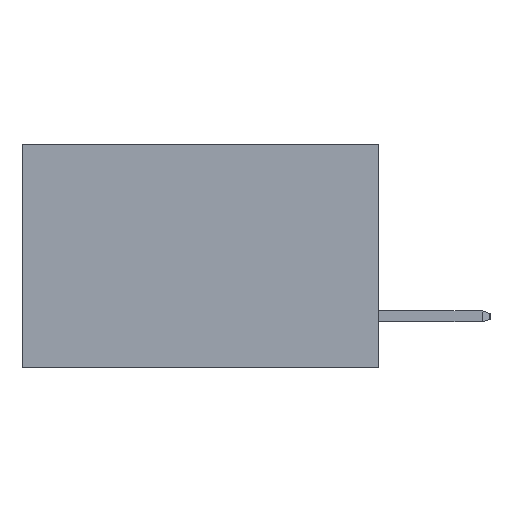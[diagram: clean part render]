
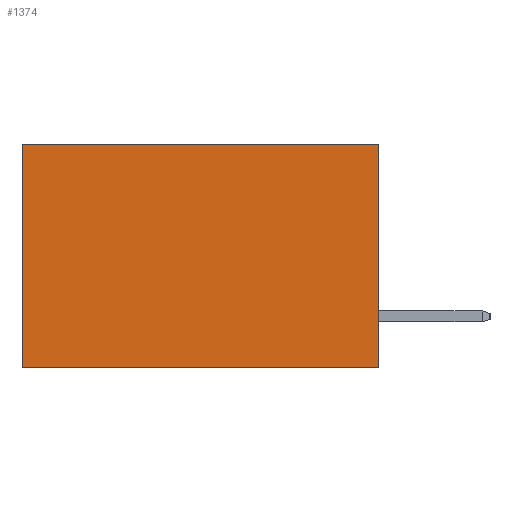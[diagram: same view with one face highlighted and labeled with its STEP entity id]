
A CAD part, left-side view. The second image highlights one B-rep face of the part: STEP entity #1374.
In plain terms, the highlighted planar face has unit normal (-1, 0, 0).
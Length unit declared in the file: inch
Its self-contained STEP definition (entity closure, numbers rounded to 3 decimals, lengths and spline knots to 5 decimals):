
#954 = EDGE_CURVE ( 'NONE', #6421, #1298, #6750, .T. ) ;
#1298 = VERTEX_POINT ( 'NONE', #5357 ) ;
#1374 = ADVANCED_FACE ( 'NONE', ( #5740 ), #4809, .F. ) ;
#1460 = LINE ( 'NONE', #2079, #5874 ) ;
#1778 = CARTESIAN_POINT ( 'NONE',  ( 0.277, 0.59, -0.37 ) ) ;
#2045 = DIRECTION ( 'NONE',  ( 0., 0., -1. ) ) ;
#2079 = CARTESIAN_POINT ( 'NONE',  ( 0.277, 0.59, -0.37 ) ) ;
#2162 = EDGE_LOOP ( 'NONE', ( #7155, #2336, #5860, #4436 ) ) ;
#2336 = ORIENTED_EDGE ( 'NONE', *, *, #6269, .F. ) ;
#2691 = CARTESIAN_POINT ( 'NONE',  ( 0.277, 0., 0. ) ) ;
#2735 = EDGE_CURVE ( 'NONE', #6421, #3456, #2991, .T. ) ;
#2820 = VECTOR ( 'NONE', #5591, 39.37008 ) ;
#2991 = LINE ( 'NONE', #2691, #2820 ) ;
#3025 = LINE ( 'NONE', #7440, #4555 ) ;
#3226 = CARTESIAN_POINT ( 'NONE',  ( 0.277, 0., -0.37 ) ) ;
#3456 = VERTEX_POINT ( 'NONE', #6210 ) ;
#3772 = EDGE_CURVE ( 'NONE', #3456, #5887, #1460, .T. ) ;
#4436 = ORIENTED_EDGE ( 'NONE', *, *, #2735, .T. ) ;
#4456 = DIRECTION ( 'NONE',  ( 0., 0., -1. ) ) ;
#4555 = VECTOR ( 'NONE', #7346, 39.37008 ) ;
#4579 = DIRECTION ( 'NONE',  ( 0., 0., -1. ) ) ;
#4590 = DIRECTION ( 'NONE',  ( 1., 0., 0. ) ) ;
#4707 = CARTESIAN_POINT ( 'NONE',  ( 0.277, 0., -0.37 ) ) ;
#4801 = AXIS2_PLACEMENT_3D ( 'NONE', #4707, #4590, #4579 ) ;
#4809 = PLANE ( 'NONE',  #4801 ) ;
#5177 = VECTOR ( 'NONE', #4456, 39.37008 ) ;
#5310 = CARTESIAN_POINT ( 'NONE',  ( 0.277, 0., 0. ) ) ;
#5357 = CARTESIAN_POINT ( 'NONE',  ( 0.277, 0., -0.37 ) ) ;
#5591 = DIRECTION ( 'NONE',  ( 0., 1., 0. ) ) ;
#5740 = FACE_OUTER_BOUND ( 'NONE', #2162, .T. ) ;
#5860 = ORIENTED_EDGE ( 'NONE', *, *, #954, .F. ) ;
#5874 = VECTOR ( 'NONE', #2045, 39.37008 ) ;
#5887 = VERTEX_POINT ( 'NONE', #1778 ) ;
#6210 = CARTESIAN_POINT ( 'NONE',  ( 0.277, 0.59, 0. ) ) ;
#6269 = EDGE_CURVE ( 'NONE', #1298, #5887, #3025, .T. ) ;
#6421 = VERTEX_POINT ( 'NONE', #5310 ) ;
#6750 = LINE ( 'NONE', #3226, #5177 ) ;
#7155 = ORIENTED_EDGE ( 'NONE', *, *, #3772, .T. ) ;
#7346 = DIRECTION ( 'NONE',  ( 0., 1., 0. ) ) ;
#7440 = CARTESIAN_POINT ( 'NONE',  ( 0.277, 0., -0.37 ) ) ;
